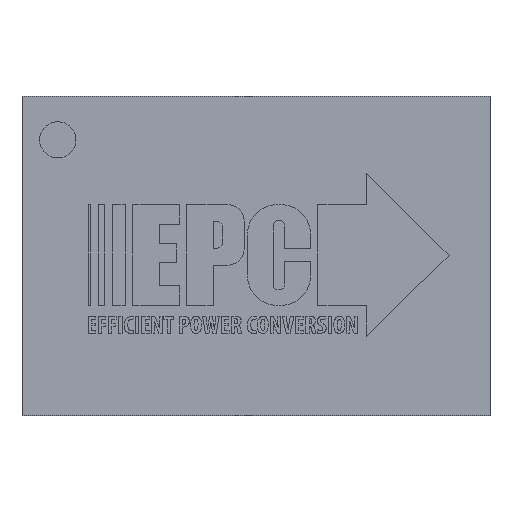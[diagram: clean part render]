
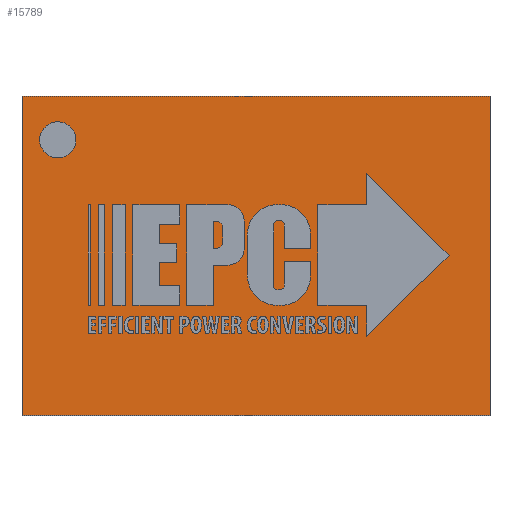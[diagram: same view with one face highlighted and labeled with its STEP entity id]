
A CAD part, top view. The second image highlights one B-rep face of the part: STEP entity #15789.
In plain terms, the highlighted planar face has unit normal (0, 0, 1).
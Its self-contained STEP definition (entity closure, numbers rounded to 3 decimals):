
#15660 = VERTEX_POINT('',#15661);
#15661 = CARTESIAN_POINT('',(-1.938,-1.321,0.685));
#15667 = EDGE_CURVE('',#15660,#15668,#15670,.T.);
#15668 = VERTEX_POINT('',#15669);
#15669 = CARTESIAN_POINT('',(1.938,-1.321,0.685));
#15670 = LINE('',#15671,#15672);
#15671 = CARTESIAN_POINT('',(-1.938,-1.321,0.685));
#15672 = VECTOR('',#15673,1.);
#15673 = DIRECTION('',(1.,0.,0.));
#15698 = EDGE_CURVE('',#15668,#15699,#15701,.T.);
#15699 = VERTEX_POINT('',#15700);
#15700 = CARTESIAN_POINT('',(1.938,1.321,0.685));
#15701 = LINE('',#15702,#15703);
#15702 = CARTESIAN_POINT('',(1.938,-1.321,0.685));
#15703 = VECTOR('',#15704,1.);
#15704 = DIRECTION('',(0.,1.,0.));
#15729 = EDGE_CURVE('',#15699,#15730,#15732,.T.);
#15730 = VERTEX_POINT('',#15731);
#15731 = CARTESIAN_POINT('',(-1.938,1.321,0.685));
#15732 = LINE('',#15733,#15734);
#15733 = CARTESIAN_POINT('',(1.938,1.321,0.685));
#15734 = VECTOR('',#15735,1.);
#15735 = DIRECTION('',(-1.,0.,0.));
#15760 = EDGE_CURVE('',#15730,#15660,#15761,.T.);
#15761 = LINE('',#15762,#15763);
#15762 = CARTESIAN_POINT('',(-1.938,1.321,0.685));
#15763 = VECTOR('',#15764,1.);
#15764 = DIRECTION('',(0.,-1.,0.));
#15789 = ADVANCED_FACE('',(#15790),#15796,.F.);
#15790 = FACE_BOUND('',#15791,.T.);
#15791 = EDGE_LOOP('',(#15792,#15793,#15794,#15795));
#15792 = ORIENTED_EDGE('',*,*,#15667,.T.);
#15793 = ORIENTED_EDGE('',*,*,#15698,.T.);
#15794 = ORIENTED_EDGE('',*,*,#15729,.T.);
#15795 = ORIENTED_EDGE('',*,*,#15760,.T.);
#15796 = PLANE('',#15797);
#15797 = AXIS2_PLACEMENT_3D('',#15798,#15799,#15800);
#15798 = CARTESIAN_POINT('',(-1.938,-1.321,0.685));
#15799 = DIRECTION('',(0.,0.,-1.));
#15800 = DIRECTION('',(-1.,0.,-0.));
